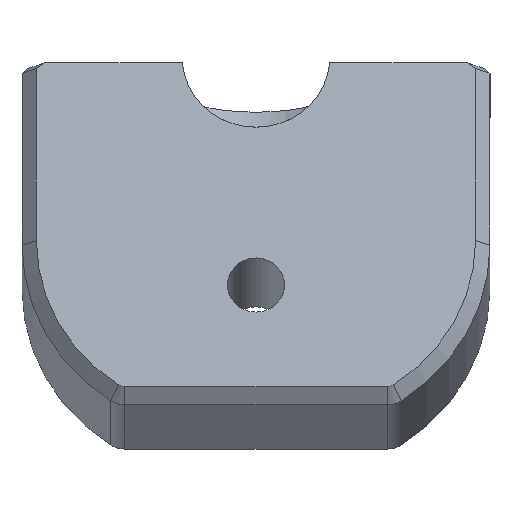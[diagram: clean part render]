
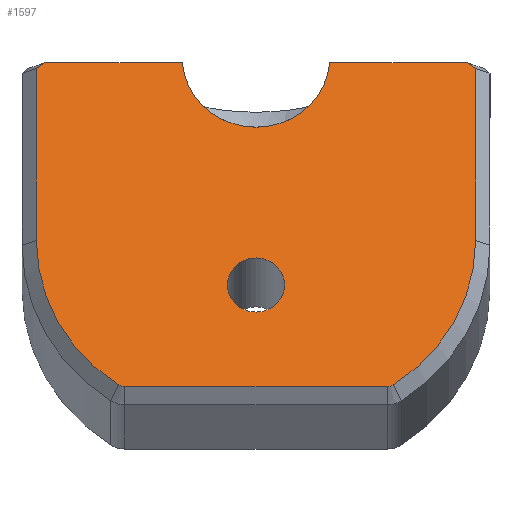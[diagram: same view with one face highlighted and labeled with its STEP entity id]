
A CAD part, front view. The second image highlights one B-rep face of the part: STEP entity #1597.
In plain terms, the highlighted planar face has unit normal (0, -0.943, 0.332).
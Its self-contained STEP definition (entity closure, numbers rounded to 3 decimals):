
#46=FACE_BOUND('',#188,.T.);
#56=CIRCLE('',#1716,6.4);
#57=CIRCLE('',#1717,0.4);
#58=CIRCLE('',#1718,0.4);
#59=CIRCLE('',#1719,6.4);
#60=CIRCLE('',#1720,2.57);
#61=CIRCLE('',#1721,1.);
#91=FACE_OUTER_BOUND('',#187,.T.);
#187=EDGE_LOOP('',(#1146,#1147,#1148,#1149,#1150,#1151,#1152,#1153,#1154,
#1155,#1156,#1157));
#188=EDGE_LOOP('',(#1158));
#278=LINE('',#2303,#480);
#282=LINE('',#2310,#484);
#308=LINE('',#2373,#510);
#311=LINE('',#2383,#513);
#326=LINE('',#2416,#528);
#334=LINE('',#2435,#536);
#335=LINE('',#2440,#537);
#480=VECTOR('',#1842,10.);
#484=VECTOR('',#1848,10.);
#510=VECTOR('',#1894,10.);
#513=VECTOR('',#1901,10.);
#528=VECTOR('',#1922,10.);
#536=VECTOR('',#1942,10.);
#537=VECTOR('',#1947,10.);
#679=VERTEX_POINT('',#2300);
#680=VERTEX_POINT('',#2302);
#682=VERTEX_POINT('',#2308);
#709=VERTEX_POINT('',#2372);
#713=VERTEX_POINT('',#2380);
#714=VERTEX_POINT('',#2382);
#729=VERTEX_POINT('',#2415);
#732=VERTEX_POINT('',#2430);
#733=VERTEX_POINT('',#2432);
#734=VERTEX_POINT('',#2434);
#735=VERTEX_POINT('',#2436);
#736=VERTEX_POINT('',#2438);
#737=VERTEX_POINT('',#2442);
#825=EDGE_CURVE('',#679,#680,#278,.T.);
#829=EDGE_CURVE('',#682,#679,#282,.T.);
#860=EDGE_CURVE('',#709,#680,#308,.T.);
#865=EDGE_CURVE('',#714,#713,#311,.T.);
#882=EDGE_CURVE('',#714,#729,#326,.T.);
#890=EDGE_CURVE('',#732,#682,#56,.T.);
#891=EDGE_CURVE('',#733,#732,#57,.T.);
#892=EDGE_CURVE('',#734,#733,#334,.T.);
#893=EDGE_CURVE('',#735,#734,#58,.T.);
#894=EDGE_CURVE('',#736,#735,#59,.T.);
#895=EDGE_CURVE('',#729,#736,#335,.T.);
#896=EDGE_CURVE('',#713,#709,#60,.T.);
#897=EDGE_CURVE('',#737,#737,#61,.F.);
#1146=ORIENTED_EDGE('',*,*,#825,.F.);
#1147=ORIENTED_EDGE('',*,*,#829,.F.);
#1148=ORIENTED_EDGE('',*,*,#890,.F.);
#1149=ORIENTED_EDGE('',*,*,#891,.F.);
#1150=ORIENTED_EDGE('',*,*,#892,.F.);
#1151=ORIENTED_EDGE('',*,*,#893,.F.);
#1152=ORIENTED_EDGE('',*,*,#894,.F.);
#1153=ORIENTED_EDGE('',*,*,#895,.F.);
#1154=ORIENTED_EDGE('',*,*,#882,.F.);
#1155=ORIENTED_EDGE('',*,*,#865,.T.);
#1156=ORIENTED_EDGE('',*,*,#896,.T.);
#1157=ORIENTED_EDGE('',*,*,#860,.T.);
#1158=ORIENTED_EDGE('',*,*,#897,.T.);
#1524=PLANE('',#1715);
#1597=ADVANCED_FACE('',(#91,#46),#1524,.T.);
#1715=AXIS2_PLACEMENT_3D('',#2429,#1936,#1937);
#1716=AXIS2_PLACEMENT_3D('',#2431,#1938,#1939);
#1717=AXIS2_PLACEMENT_3D('',#2433,#1940,#1941);
#1718=AXIS2_PLACEMENT_3D('',#2437,#1943,#1944);
#1719=AXIS2_PLACEMENT_3D('',#2439,#1945,#1946);
#1720=AXIS2_PLACEMENT_3D('',#2441,#1948,#1949);
#1721=AXIS2_PLACEMENT_3D('',#2443,#1950,#1951);
#1842=DIRECTION('',(0.816,0.192,0.545));
#1848=DIRECTION('',(0.,0.332,0.943));
#1894=DIRECTION('',(-1.,0.,0.));
#1901=DIRECTION('',(-1.,0.,0.));
#1922=DIRECTION('',(0.816,-0.192,-0.545));
#1936=DIRECTION('center_axis',(0.,-0.943,0.332));
#1937=DIRECTION('ref_axis',(1.,0.,0.));
#1938=DIRECTION('center_axis',(0.,0.943,-0.332));
#1939=DIRECTION('ref_axis',(-1.,0.,0.));
#1940=DIRECTION('center_axis',(0.,0.943,-0.332));
#1941=DIRECTION('ref_axis',(-0.553,-0.277,-0.786));
#1942=DIRECTION('',(-1.,0.,0.));
#1943=DIRECTION('center_axis',(0.,0.943,-0.332));
#1944=DIRECTION('ref_axis',(0.,-0.332,-0.943));
#1945=DIRECTION('center_axis',(0.,0.943,-0.332));
#1946=DIRECTION('ref_axis',(0.553,-0.277,-0.786));
#1947=DIRECTION('',(0.,-0.332,-0.943));
#1948=DIRECTION('center_axis',(0.,0.943,-0.332));
#1949=DIRECTION('ref_axis',(1.,0.,0.));
#1950=DIRECTION('center_axis',(0.,-0.943,0.332));
#1951=DIRECTION('ref_axis',(1.,0.,0.));
#2300=CARTESIAN_POINT('',(-18.9,-8.908,43.885));
#2302=CARTESIAN_POINT('',(-18.617,-8.841,44.074));
#2303=CARTESIAN_POINT('',(-16.428,-8.327,45.534));
#2308=CARTESIAN_POINT('',(-18.9,-11.017,37.896));
#2310=CARTESIAN_POINT('',(-18.9,-9.834,41.256));
#2372=CARTESIAN_POINT('',(-13.812,-8.841,44.074));
#2373=CARTESIAN_POINT('',(-7.125,-8.841,44.074));
#2380=CARTESIAN_POINT('',(-8.688,-8.841,44.074));
#2382=CARTESIAN_POINT('',(-3.883,-8.841,44.074));
#2383=CARTESIAN_POINT('',(-7.125,-8.841,44.074));
#2415=CARTESIAN_POINT('',(-3.6,-8.908,43.885));
#2416=CARTESIAN_POINT('',(-4.697,-8.65,44.617));
#2429=CARTESIAN_POINT('Origin',(-11.25,-10.893,38.249));
#2430=CARTESIAN_POINT('',(-16.038,-12.789,32.865));
#2431=CARTESIAN_POINT('Origin',(-12.5,-11.017,37.896));
#2432=CARTESIAN_POINT('',(-15.817,-12.811,32.802));
#2433=CARTESIAN_POINT('Origin',(-15.817,-12.678,33.18));
#2434=CARTESIAN_POINT('',(-6.683,-12.811,32.802));
#2435=CARTESIAN_POINT('',(-13.533,-12.811,32.802));
#2436=CARTESIAN_POINT('',(-6.462,-12.789,32.865));
#2437=CARTESIAN_POINT('Origin',(-6.683,-12.678,33.18));
#2438=CARTESIAN_POINT('',(-3.6,-11.017,37.896));
#2439=CARTESIAN_POINT('Origin',(-10.,-11.017,37.896));
#2440=CARTESIAN_POINT('',(-3.6,-10.955,38.072));
#2441=CARTESIAN_POINT('Origin',(-11.25,-8.775,44.262));
#2442=CARTESIAN_POINT('',(-12.25,-11.566,36.339));
#2443=CARTESIAN_POINT('Origin',(-11.25,-11.566,36.339));
